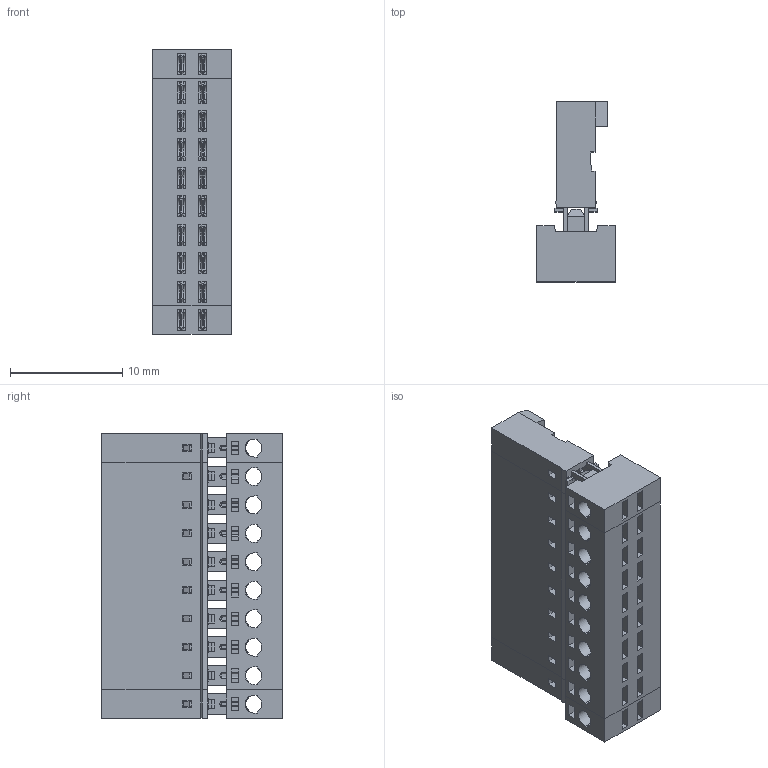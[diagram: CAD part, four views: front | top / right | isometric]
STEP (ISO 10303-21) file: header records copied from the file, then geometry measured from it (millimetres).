
FILE_DESCRIPTION(/* description */ ('Unknown'),/* implementation_level */ '2;1');
FILE_NAME(/* name */ '661010152222',/* time_stamp */ '2018-06-14T10:22:28+02:00',/* author */ ('Unknown'),/* organization */ ('Unknown'),/* preprocessor_version */ 'ST-DEVELOPER v16.7',/* originating_system */ 'DEX',/* authorisation */ $);
FILE_SCHEMA (('AUTOMOTIVE_DESIGN {1 0 10303 214 3 1 1}'));
Products named in the file (4): 6610xx152222; 661010152222; 47827101_03_20_440_DX; 47827091_03_20_440_SX
Assembly tree (3 placements, depth 2):
  6610xx152222
    661010152222
    47827101_03_20_440_DX
    47827091_03_20_440_SX
Bounding box: 7 x 16.1 x 25.4 mm (x, y, z)
Volume: 1245.3 mm3; surface area: 3725.3 mm2
Topology: 3 solids, 3 shells, 2274 faces, 6880 edges, 4439 vertices
Faces by surface type: plane 2074, cylinder 160, cone 40
Entity records: 76209 total; most frequent: ORIENTED_EDGE 13760, CARTESIAN_POINT 13597, DIRECTION 11976, EDGE_CURVE 6880, LINE 6340, VECTOR 6340, VERTEX_POINT 4439, AXIS2_PLACEMENT_3D 2818
